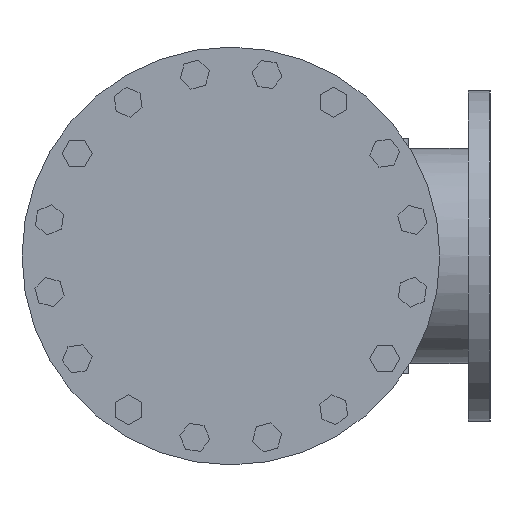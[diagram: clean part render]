
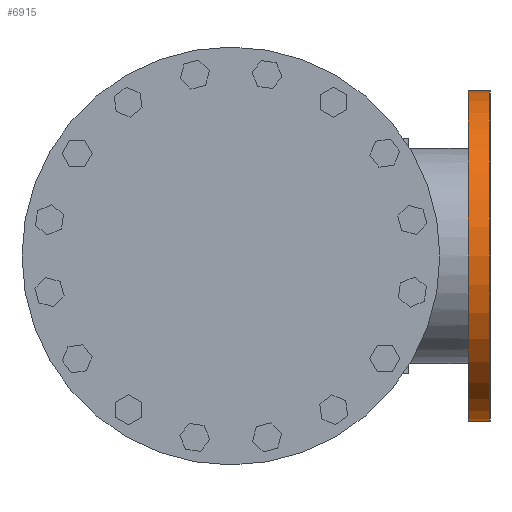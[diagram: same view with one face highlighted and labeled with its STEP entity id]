
A CAD part, left-side view. The second image highlights one B-rep face of the part: STEP entity #6915.
In plain terms, the highlighted cylindrical face has radius 241.3 mm (diameter 482.6 mm), a partial arc.
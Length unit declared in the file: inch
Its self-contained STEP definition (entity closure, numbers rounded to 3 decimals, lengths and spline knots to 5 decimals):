
#491 = CYLINDRICAL_SURFACE ( 'NONE', #21913, 9.5 ) ;
#1101 = FACE_OUTER_BOUND ( 'NONE', #9297, .T. ) ;
#2496 = VERTEX_POINT ( 'NONE', #7998 ) ;
#3143 = ORIENTED_EDGE ( 'NONE', *, *, #8335, .F. ) ;
#3194 = EDGE_CURVE ( 'NONE', #13554, #5786, #15170, .T. ) ;
#4468 = DIRECTION ( 'NONE',  ( 0., 0., 1. ) ) ;
#5786 = VERTEX_POINT ( 'NONE', #23475 ) ;
#5812 = DIRECTION ( 'NONE',  ( 0., 0., 1. ) ) ;
#5847 = LINE ( 'NONE', #22325, #16630 ) ;
#6477 = CARTESIAN_POINT ( 'NONE',  ( 15.13538, -14.88, 0. ) ) ;
#6915 = ADVANCED_FACE ( 'NONE', ( #1101 ), #491, .T. ) ;
#7998 = CARTESIAN_POINT ( 'NONE',  ( 15.13538, -14.88, 9.5 ) ) ;
#8212 = ORIENTED_EDGE ( 'NONE', *, *, #3194, .F. ) ;
#8335 = EDGE_CURVE ( 'NONE', #21374, #13554, #13722, .T. ) ;
#8407 = CARTESIAN_POINT ( 'NONE',  ( 15.13538, -13.63, -9.5 ) ) ;
#9297 = EDGE_LOOP ( 'NONE', ( #3143, #22851, #11505, #8212 ) ) ;
#11505 = ORIENTED_EDGE ( 'NONE', *, *, #20847, .T. ) ;
#12225 = DIRECTION ( 'NONE',  ( 0., 1., 0. ) ) ;
#12338 = DIRECTION ( 'NONE',  ( 0., 1., 0. ) ) ;
#13428 = AXIS2_PLACEMENT_3D ( 'NONE', #17978, #16049, #18056 ) ;
#13554 = VERTEX_POINT ( 'NONE', #15741 ) ;
#13722 = LINE ( 'NONE', #8407, #23690 ) ;
#15170 = CIRCLE ( 'NONE', #13428, 9.5 ) ;
#15637 = CARTESIAN_POINT ( 'NONE',  ( 15.13538, -13.63, 0. ) ) ;
#15741 = CARTESIAN_POINT ( 'NONE',  ( 15.13538, -13.63, -9.5 ) ) ;
#16049 = DIRECTION ( 'NONE',  ( 0., 1., 0. ) ) ;
#16630 = VECTOR ( 'NONE', #18565, 39.37008 ) ;
#17089 = AXIS2_PLACEMENT_3D ( 'NONE', #6477, #12338, #4468 ) ;
#17978 = CARTESIAN_POINT ( 'NONE',  ( 15.13538, -13.63, 0. ) ) ;
#18056 = DIRECTION ( 'NONE',  ( 0., 0., 1. ) ) ;
#18565 = DIRECTION ( 'NONE',  ( 0., 1., 0. ) ) ;
#19892 = DIRECTION ( 'NONE',  ( 0., 1., 0. ) ) ;
#20066 = CIRCLE ( 'NONE', #17089, 9.5 ) ;
#20152 = EDGE_CURVE ( 'NONE', #21374, #2496, #20066, .T. ) ;
#20847 = EDGE_CURVE ( 'NONE', #2496, #5786, #5847, .T. ) ;
#21374 = VERTEX_POINT ( 'NONE', #23262 ) ;
#21913 = AXIS2_PLACEMENT_3D ( 'NONE', #15637, #19892, #5812 ) ;
#22325 = CARTESIAN_POINT ( 'NONE',  ( 15.13538, -13.63, 9.5 ) ) ;
#22851 = ORIENTED_EDGE ( 'NONE', *, *, #20152, .T. ) ;
#23262 = CARTESIAN_POINT ( 'NONE',  ( 15.13538, -14.88, -9.5 ) ) ;
#23475 = CARTESIAN_POINT ( 'NONE',  ( 15.13538, -13.63, 9.5 ) ) ;
#23690 = VECTOR ( 'NONE', #12225, 39.37008 ) ;
